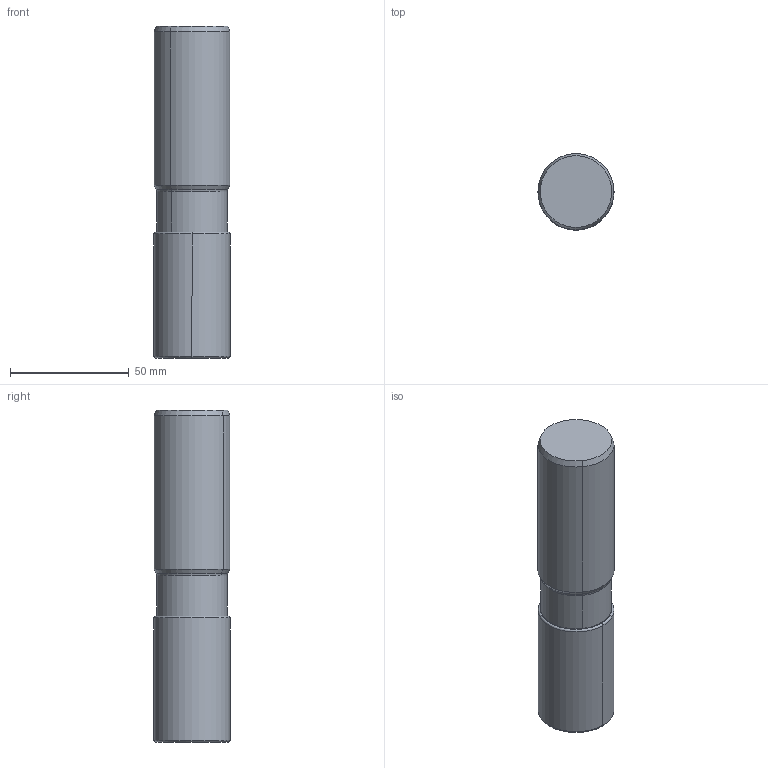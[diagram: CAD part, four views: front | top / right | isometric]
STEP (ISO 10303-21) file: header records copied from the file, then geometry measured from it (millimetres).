
FILE_DESCRIPTION((''),'2;1');
FILE_NAME('607041177-000-00-E43','2020-05-04T10:26:16',('schmiedtm'),(''),'CREO PARAMETRIC BY PTC INC, 2019030','CREO PARAMETRIC BY PTC INC, 2019030','');
FILE_SCHEMA(('AP242_MANAGED_MODEL_BASED_3D_ENGINEERING_MIM_LF { 1 0 10303 442 1 1 4 }'));
Length unit declared in the file: millimetre
Products named in the file (1): 607041177-000-00-E43
Bounding box: 32 x 32 x 139.75 mm (x, y, z)
Volume: 109750.1 mm3; surface area: 15574.8 mm2
Topology: 1 solids, 1 shells, 24 faces, 167 edges, 235 vertices
Faces by surface type: cylinder 8, torus 8, plane 4, cone 4
Entity records: 2031 total; most frequent: CARTESIAN_POINT 545, DIRECTION 205, PRESENTATION_STYLE_ASSIGNMENT 102, ORIENTED_EDGE 92, STYLED_ITEM 90, CURVE_STYLE 89, AXIS2_PLACEMENT_3D 74, B_SPLINE_CURVE_WITH_KNOTS 64
